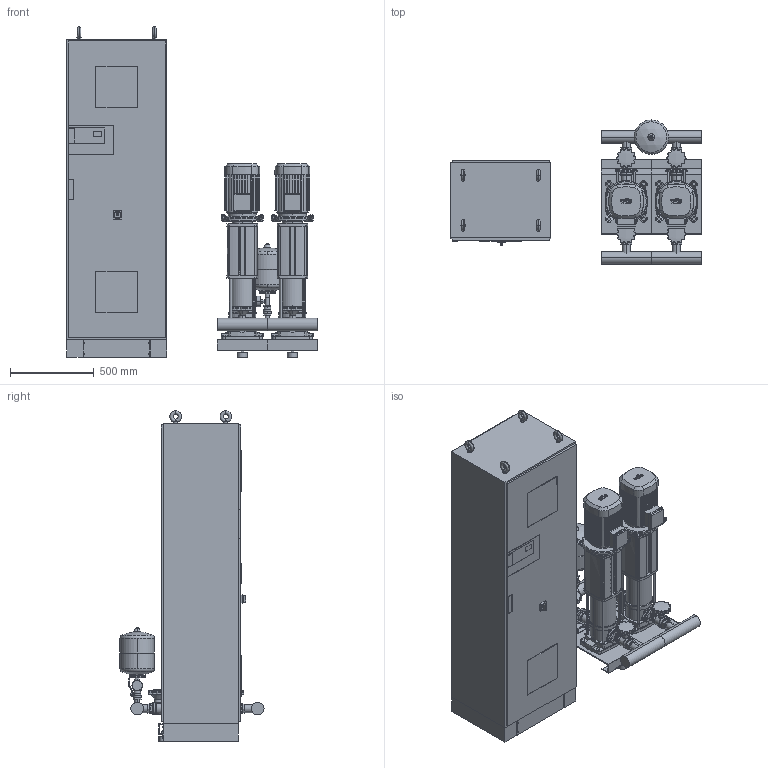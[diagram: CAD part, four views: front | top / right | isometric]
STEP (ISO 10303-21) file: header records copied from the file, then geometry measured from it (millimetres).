
FILE_DESCRIPTION((''),'2;1');
FILE_NAME('3d_SiBoostSmartFC2HELIXV1607-2536184.stp','2016-01-25T11:06:22',(''),(''),'Mechanical Desktop 2009','Mechanical Desktop 2009',', , ');
FILE_SCHEMA(('CONFIG_CONTROL_DESIGN'));
Length unit declared in the file: millimetre
Products named in the file (1): Product
Bounding box: 1500 x 861.05 x 1975 mm (x, y, z)
Volume: 609369909.4 mm3; surface area: 11117513.3 mm2
Topology: 119 solids, 119 shells, 3986 faces, 10484 edges, 6874 vertices
Faces by surface type: plane 1712, bspline 1114, cylinder 894, cone 156, torus 92, sphere 18
Entity records: 131288 total; most frequent: CARTESIAN_POINT 33167, ORIENTED_EDGE 20944, DIRECTION 18826, EDGE_CURVE 10472, VECTOR 6892, LINE 6892, VERTEX_POINT 6866, AXIS2_PLACEMENT_3D 5967
